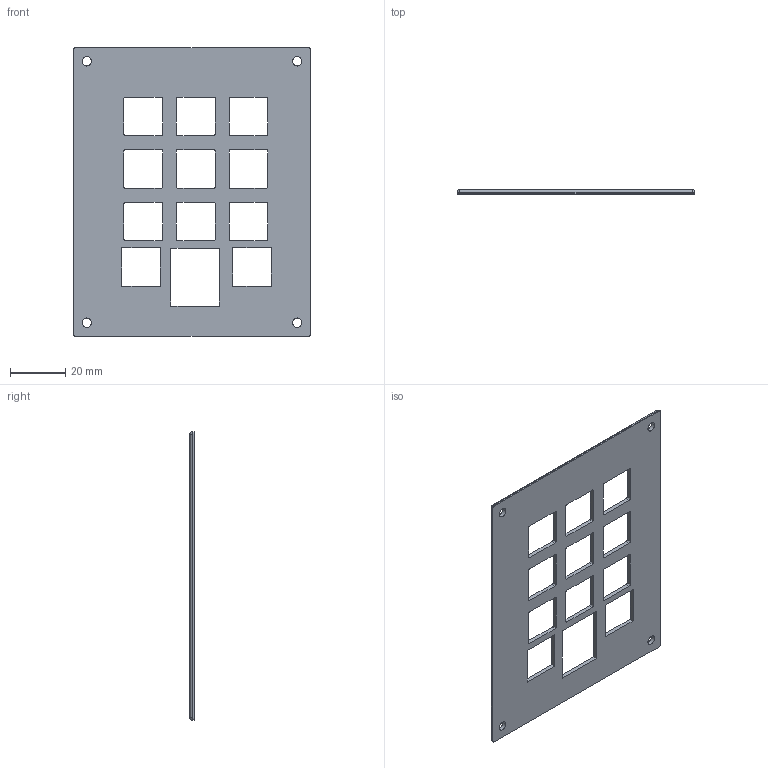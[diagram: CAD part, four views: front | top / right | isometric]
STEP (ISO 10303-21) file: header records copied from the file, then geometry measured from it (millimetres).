
FILE_DESCRIPTION(/* description */ (''),/* implementation_level */ '2;1');
FILE_NAME(/* name */ 'Hackpad top part.step',/* time_stamp */ '2026-01-17T14:43:14+08:00',/* author */ (''),/* organization */ (''),/* preprocessor_version */ 'ST-DEVELOPER v20.1',/* originating_system */ 'Autodesk Translation Framework v14.21.0.0',/* authorisation */ '');
FILE_SCHEMA (('AUTOMOTIVE_DESIGN { 1 0 10303 214 3 1 1 }'));
Length unit declared in the file: millimetre
Products named in the file (1): 2026-01-16-01-08-34-949
Bounding box: 86.2 x 1.5 x 104.7 mm (x, y, z)
Volume: 9618.3 mm3; surface area: 14431.3 mm2
Topology: 1 solids, 1 shells, 106 faces, 300 edges, 196 vertices
Faces by surface type: plane 54, cylinder 48, sphere 4
Full cylindrical faces by diameter (mm): 3.4 x4
Entity records: 3541 total; most frequent: DIRECTION 610, CARTESIAN_POINT 603, ORIENTED_EDGE 600, EDGE_CURVE 300, LINE 204, VECTOR 204, AXIS2_PLACEMENT_3D 203, VERTEX_POINT 196
